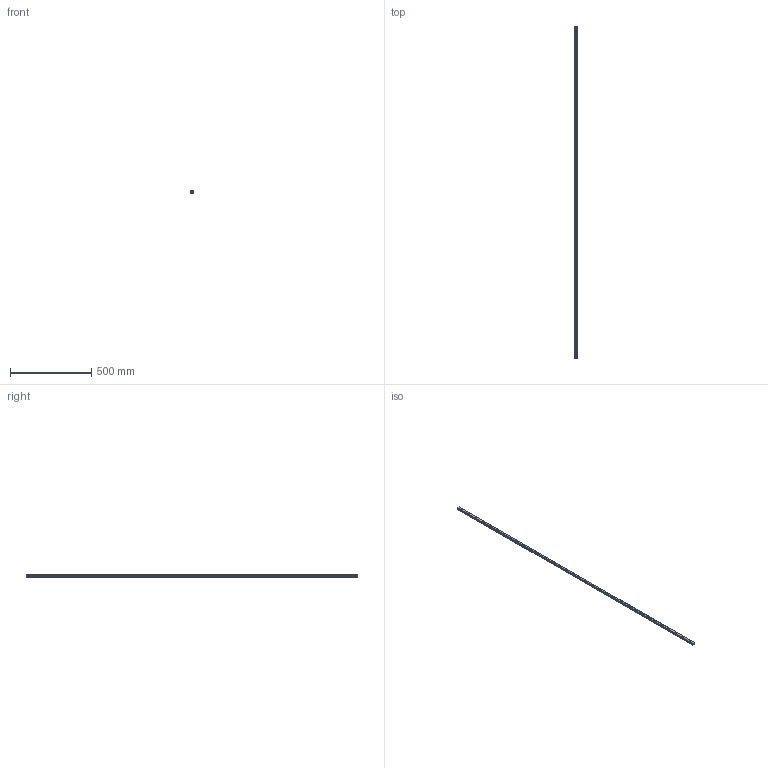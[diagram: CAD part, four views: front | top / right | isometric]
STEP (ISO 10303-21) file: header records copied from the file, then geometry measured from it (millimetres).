
FILE_DESCRIPTION(('STEP AP214'),'1');
FILE_NAME('cctmp_7254AA2C-83FF-4521-817D-89F05C614DDF_2021_02_03_11_34_32_0499..stp','2021-02-03T10:34:32',('HIWIN GmbH'),('CADClick - www.CADClick.com'),'Spatial InterOp 3D',' ','unknown authorization');
FILE_SCHEMA(('AUTOMOTIVE_DESIGN'));
Length unit declared in the file: millimetre
Products named in the file (1): EGR15U2040C_FILE
Bounding box: 15 x 2040 x 12.5 mm (x, y, z)
Volume: 324973.9 mm3; surface area: 124329.7 mm2
Topology: 1 solids, 1 shells, 443 faces, 1107 edges, 738 vertices
Faces by surface type: cylinder 222, plane 221
Entity records: 17069 total; most frequent: DIRECTION 2575, CARTESIAN_POINT 2289, ORIENTED_EDGE 2214, EDGE_CURVE 1107, AXIS2_PLACEMENT_3D 1024, VERTEX_POINT 738, LINE 527, VECTOR 527
